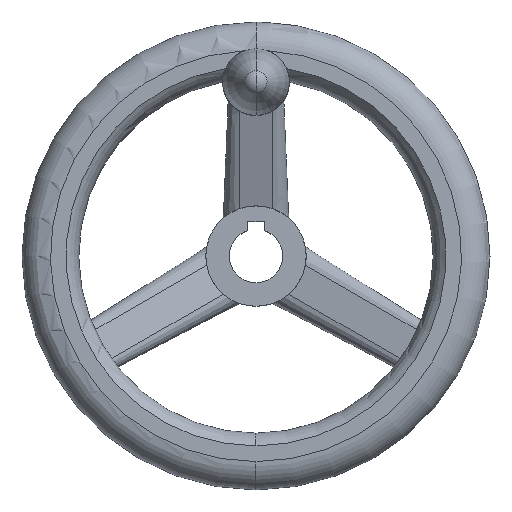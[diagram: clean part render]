
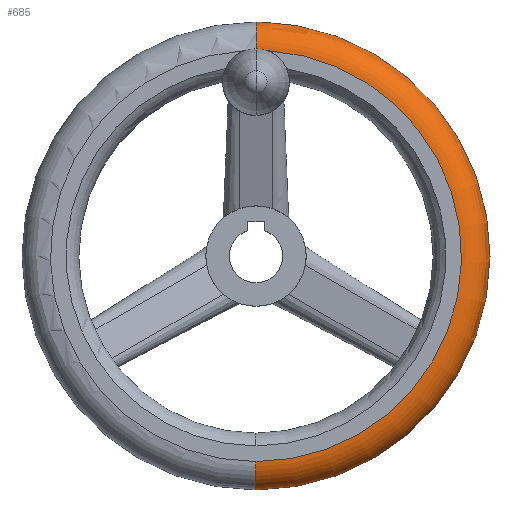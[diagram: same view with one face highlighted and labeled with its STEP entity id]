
A CAD part, top view. The second image highlights one B-rep face of the part: STEP entity #685.
In plain terms, the highlighted toroidal (fillet/blend) face has major radius 61.5 mm and minor radius 8.5 mm.
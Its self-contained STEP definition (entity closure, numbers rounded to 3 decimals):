
#307=EDGE_CURVE('',#673,#509,#821,.T.);
#377=EDGE_CURVE('',#735,#673,#898,.T.);
#417=VERTEX_POINT('',#943);
#431=EDGE_CURVE('',#597,#417,#958,.T.);
#509=VERTEX_POINT('',#1045);
#539=EDGE_CURVE('',#509,#597,#1084,.T.);
#597=VERTEX_POINT('',#1149);
#673=VERTEX_POINT('',#1231);
#685=ADVANCED_FACE('',(#1245),#1246,.T.);
#735=VERTEX_POINT('',#1300);
#741=EDGE_CURVE('',#417,#735,#1307,.T.);
#821=CIRCLE('',#1440,61.5);
#898=CIRCLE('',#1700,61.5);
#943=CARTESIAN_POINT('',(0.,70.0,30.5));
#958=CIRCLE('',#1843,70.0);
#1045=CARTESIAN_POINT('',(0.,-61.5,39.0));
#1084=CIRCLE('',#2033,8.5);
#1149=CARTESIAN_POINT('',(0.,-70.0,30.5));
#1231=CARTESIAN_POINT('',(3.394,61.406,39.));
#1245=FACE_OUTER_BOUND('',#2344,.T.);
#1246=TOROIDAL_SURFACE('',#2345,61.5,8.5);
#1300=CARTESIAN_POINT('',(0.,61.5,39.0));
#1307=CIRCLE('',#2440,8.5);
#1440=AXIS2_PLACEMENT_3D('',#2543,#2544,#2545);
#1700=AXIS2_PLACEMENT_3D('',#2637,#2638,#2639);
#1843=AXIS2_PLACEMENT_3D('',#2700,#2701,#2702);
#2033=AXIS2_PLACEMENT_3D('',#2877,#2878,#2879);
#2344=EDGE_LOOP('',(#3074,#3075,#3076,#3077,#3078));
#2345=AXIS2_PLACEMENT_3D('',#3079,#3080,#3081);
#2440=AXIS2_PLACEMENT_3D('',#3161,#3162,#3163);
#2543=CARTESIAN_POINT('',(0.,0.,39.0));
#2544=DIRECTION('',(0.,0.,-1.0));
#2545=DIRECTION('',(0.,1.0,0.));
#2637=CARTESIAN_POINT('',(0.,0.,39.0));
#2638=DIRECTION('',(0.,0.,-1.0));
#2639=DIRECTION('',(0.,1.0,0.));
#2700=CARTESIAN_POINT('',(0.,0.,30.5));
#2701=DIRECTION('',(0.,0.,1.0));
#2702=DIRECTION('',(1.0,0.0,0.));
#2877=CARTESIAN_POINT('',(0.,-61.5,30.5));
#2878=DIRECTION('',(1.0,0.,0.));
#2879=DIRECTION('',(0.,-1.0,0.));
#3074=ORIENTED_EDGE('',*,*,#431,.T.);
#3075=ORIENTED_EDGE('',*,*,#741,.T.);
#3076=ORIENTED_EDGE('',*,*,#377,.T.);
#3077=ORIENTED_EDGE('',*,*,#307,.T.);
#3078=ORIENTED_EDGE('',*,*,#539,.T.);
#3079=CARTESIAN_POINT('',(0.,0.,30.5));
#3080=DIRECTION('',(0.,0.,1.0));
#3081=DIRECTION('',(0.,1.0,0.0));
#3161=CARTESIAN_POINT('',(0.,61.5,30.5));
#3162=DIRECTION('',(1.0,0.,0.));
#3163=DIRECTION('',(0.,1.0,0.));
